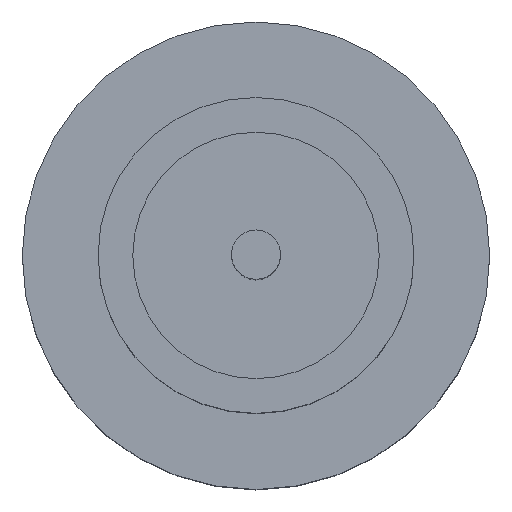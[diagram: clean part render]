
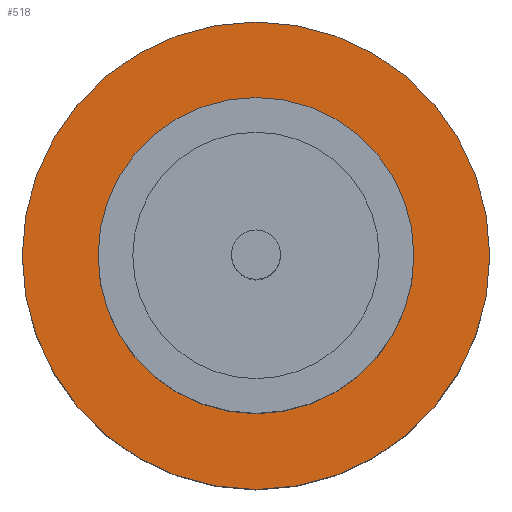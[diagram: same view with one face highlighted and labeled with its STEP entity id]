
A CAD part, top view. The second image highlights one B-rep face of the part: STEP entity #518.
In plain terms, the highlighted planar face has unit normal (0, 0, 1).
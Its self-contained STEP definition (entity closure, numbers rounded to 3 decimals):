
#20 = EDGE_CURVE ( 'NONE', #147, #599, #208, .T. ) ;
#58 = DIRECTION ( 'NONE',  ( 1., 0., 0. ) ) ;
#75 = FACE_BOUND ( 'NONE', #336, .T. ) ;
#78 = DIRECTION ( 'NONE',  ( 0., 0., 1. ) ) ;
#89 = CARTESIAN_POINT ( 'NONE',  ( 0., 0., 1.55 ) ) ;
#98 = PLANE ( 'NONE',  #595 ) ;
#135 = EDGE_CURVE ( 'NONE', #643, #629, #582, .T. ) ;
#147 = VERTEX_POINT ( 'NONE', #215 ) ;
#193 = DIRECTION ( 'NONE',  ( 0., 0., 1. ) ) ;
#204 = CARTESIAN_POINT ( 'NONE',  ( 1.25, 0., 1.55 ) ) ;
#208 = CIRCLE ( 'NONE', #675, 1.85 ) ;
#215 = CARTESIAN_POINT ( 'NONE',  ( 1.85, 0., 1.55 ) ) ;
#237 = DIRECTION ( 'NONE',  ( 0., 0., 1. ) ) ;
#283 = DIRECTION ( 'NONE',  ( 0., 0., 1. ) ) ;
#336 = EDGE_LOOP ( 'NONE', ( #474, #593 ) ) ;
#350 = EDGE_CURVE ( 'NONE', #629, #643, #376, .T. ) ;
#351 = CARTESIAN_POINT ( 'NONE',  ( 0., 0., 1.55 ) ) ;
#373 = DIRECTION ( 'NONE',  ( 1., 0., 0. ) ) ;
#375 = DIRECTION ( 'NONE',  ( 1., 0., 0. ) ) ;
#376 = CIRCLE ( 'NONE', #738, 1.25 ) ;
#418 = CARTESIAN_POINT ( 'NONE',  ( 0., 0., 1.55 ) ) ;
#430 = ORIENTED_EDGE ( 'NONE', *, *, #20, .T. ) ;
#438 = EDGE_CURVE ( 'NONE', #599, #147, #748, .T. ) ;
#474 = ORIENTED_EDGE ( 'NONE', *, *, #350, .F. ) ;
#482 = AXIS2_PLACEMENT_3D ( 'NONE', #668, #78, #603 ) ;
#493 = DIRECTION ( 'NONE',  ( 1., 0., 0. ) ) ;
#518 = ADVANCED_FACE ( 'NONE', ( #75, #713 ), #98, .T. ) ;
#563 = CARTESIAN_POINT ( 'NONE',  ( -1.25, 0., 1.55 ) ) ;
#582 = CIRCLE ( 'NONE', #652, 1.25 ) ;
#593 = ORIENTED_EDGE ( 'NONE', *, *, #135, .F. ) ;
#595 = AXIS2_PLACEMENT_3D ( 'NONE', #89, #671, #493 ) ;
#599 = VERTEX_POINT ( 'NONE', #612 ) ;
#603 = DIRECTION ( 'NONE',  ( 1., 0., 0. ) ) ;
#612 = CARTESIAN_POINT ( 'NONE',  ( -1.85, 0., 1.55 ) ) ;
#629 = VERTEX_POINT ( 'NONE', #204 ) ;
#632 = CARTESIAN_POINT ( 'NONE',  ( 0., 0., 1.55 ) ) ;
#643 = VERTEX_POINT ( 'NONE', #563 ) ;
#652 = AXIS2_PLACEMENT_3D ( 'NONE', #632, #283, #58 ) ;
#668 = CARTESIAN_POINT ( 'NONE',  ( 0., 0., 1.55 ) ) ;
#671 = DIRECTION ( 'NONE',  ( 0., 0., 1. ) ) ;
#675 = AXIS2_PLACEMENT_3D ( 'NONE', #418, #193, #375 ) ;
#713 = FACE_OUTER_BOUND ( 'NONE', #736, .T. ) ;
#725 = ORIENTED_EDGE ( 'NONE', *, *, #438, .T. ) ;
#736 = EDGE_LOOP ( 'NONE', ( #725, #430 ) ) ;
#738 = AXIS2_PLACEMENT_3D ( 'NONE', #351, #237, #373 ) ;
#748 = CIRCLE ( 'NONE', #482, 1.85 ) ;
